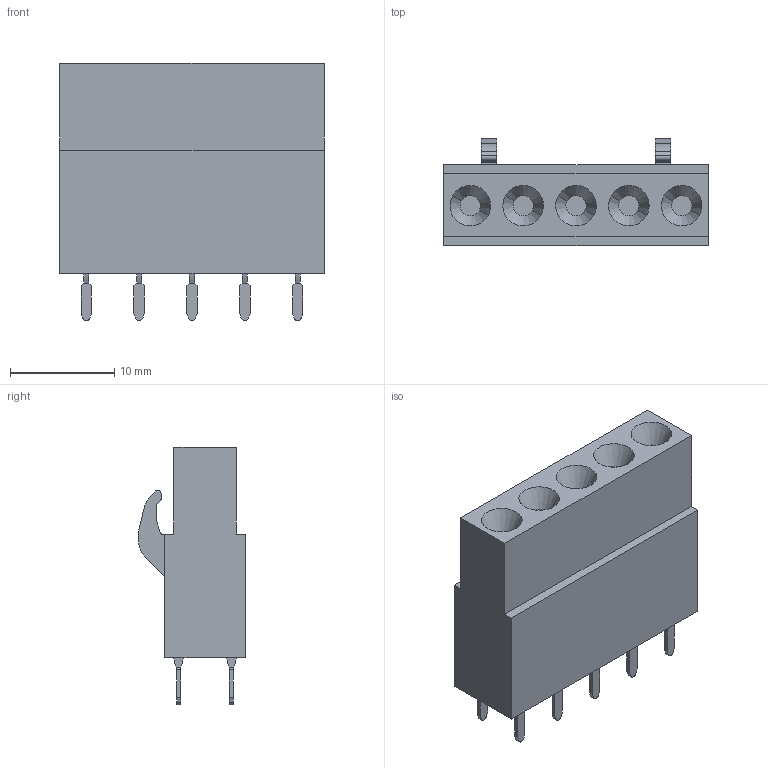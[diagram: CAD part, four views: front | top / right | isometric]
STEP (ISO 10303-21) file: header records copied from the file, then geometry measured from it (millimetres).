
FILE_DESCRIPTION(('CATIA V5 STEP Exchange','CAx-IF Rec.Pracs.--- Model Styling and Organization---1.4--- 2014-01-23'),'2;1');
FILE_NAME ('D1491111_0', '2021-06-22T13:35:56+00:00', ('none'), ('Weidmueller'), 'CATIA Version 5-6 Release 2016 SP3 HF44', 'CATIA V5 STEP AP214', 'none');
FILE_SCHEMA(('AUTOMOTIVE_DESIGN { 1 0 10303 214 1 1 1 1 }'));
Length unit declared in the file: millimetre
Products named in the file (1): 1646170000
Bounding box: 25.4 x 10.28 x 24.75 mm (x, y, z)
Volume: 3600.4 mm3; surface area: 2001.9 mm2
Topology: 11 solids, 11 shells, 271 faces, 656 edges, 424 vertices
Faces by surface type: plane 217, cylinder 44, cone 10
Entity records: 7976 total; most frequent: CARTESIAN_POINT 1551, ORIENTED_EDGE 1312, DIRECTION 1090, EDGE_CURVE 656, VECTOR 548, LINE 548, VERTEX_POINT 424, AXIS2_PLACEMENT_3D 311
